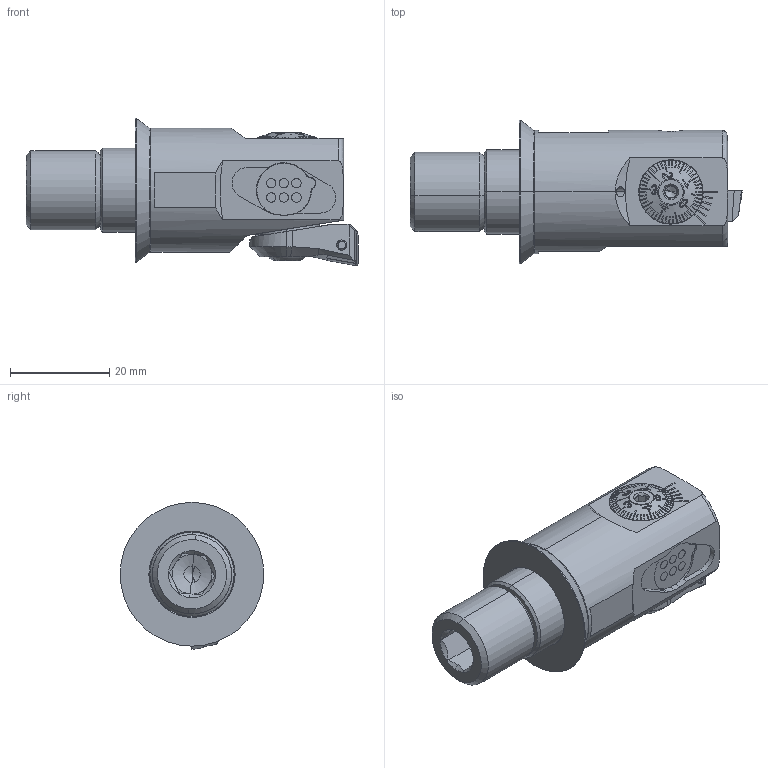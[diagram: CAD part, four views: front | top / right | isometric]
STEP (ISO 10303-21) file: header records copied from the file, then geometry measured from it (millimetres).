
FILE_DESCRIPTION (( 'STEP AP203' ), '1' );
FILE_NAME ('HP5-F25.DA2.045.STEP', '2017-11-13T12:45:00', ( 'SWIAdmin' ), ( 'Hewlett-Packard Company' ), 'SwSTEP 2.0', 'SolidWorks 2017', '' );
FILE_SCHEMA (( 'CONFIG_CONTROL_DESIGN' ));
Length unit declared in the file: millimetre
Products named in the file (23): HP5-F25.DA2.045; F25-BG2.008.009_A; CCMT060204; F25-BG1.009.006_A; WCA-ER2.001.006_A; ISO 4026 - M5 x 4_PreviewCfg; Fxx-MAB.xxx.xxx_A_F25x1x2; F25-WCA.001.006; T7 M2.5 x 6_PreviewCfg; F25-BG1.DA2.013_Aktuell 0.6.2014-M1x2; F25-BG1.DA1.013_B_Aktuell 06.2014-M1x2; PEE-DA1.011.026_A; F25-BG3.005.018_A_Abgedreht; F25-BG2.010.011_A; Klebstoff D5; F25-BG2.013.003_A; HP5-F25.DA1.045_A; D29-D25.HP5.003_A; F25-BG2.013.004_A; F25-ER1.101.008_A; HP5-ER2.012.030_A; DIN 3771 - 11x1; F25-WCA.001.006_C_fertigbearbeitet
Assembly tree (22 placements, depth 3):
  HP5-F25.DA2.045
    HP5-F25.DA1.045_A
    F25-ER1.101.008_A
    F25-WCA.001.006
      F25-WCA.001.006_C_fertigbearbeitet
      CCMT060204
      WCA-ER2.001.006_A
    F25-BG1.DA2.013_Aktuell 0.6.2014-M1x2
      F25-BG1.DA1.013_B_Aktuell 06.2014-M1x2
      F25-BG2.010.011_A
      F25-BG2.013.003_A
      F25-BG2.013.004_A
      DIN 3771 - 11x1
      F25-BG2.008.009_A
      F25-BG1.009.006_A
      Fxx-MAB.xxx.xxx_A_F25x1x2
    F25-BG3.005.018_A_Abgedreht
    ISO 4026 - M5 x 4_PreviewCfg
    T7 M2.5 x 6_PreviewCfg
    PEE-DA1.011.026_A
    Klebstoff D5
    D29-D25.HP5.003_A
    HP5-ER2.012.030_A
Bounding box: 67 x 29 x 29.7 mm (x, y, z)
Volume: 22478 mm3; surface area: 15054.2 mm2
Topology: 22 solids, 22 shells, 927 faces, 2345 edges, 1479 vertices
Faces by surface type: plane 415, cone 209, cylinder 197, torus 57, bspline 47, sphere 2
Entity records: 33150 total; most frequent: CARTESIAN_POINT 9266, ORIENTED_EDGE 4662, DIRECTION 4221, EDGE_CURVE 2331, AXIS2_PLACEMENT_3D 1618, VERTEX_POINT 1479, EDGE_LOOP 994, LINE 985
